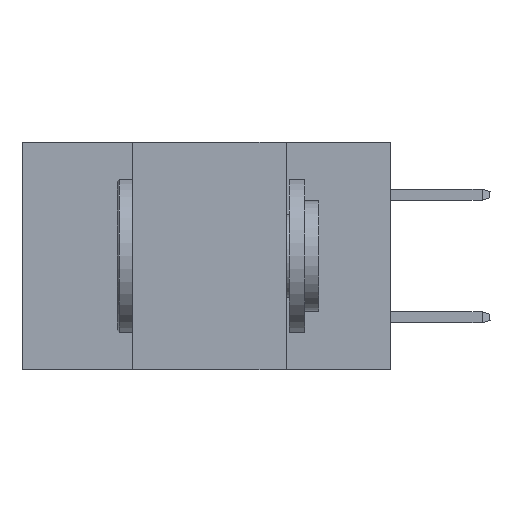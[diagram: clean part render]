
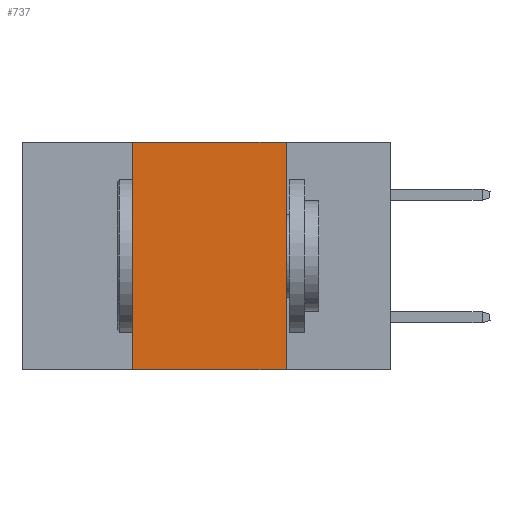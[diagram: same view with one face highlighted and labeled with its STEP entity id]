
A CAD part, left-side view. The second image highlights one B-rep face of the part: STEP entity #737.
In plain terms, the highlighted planar face has unit normal (-1, 0, 0).
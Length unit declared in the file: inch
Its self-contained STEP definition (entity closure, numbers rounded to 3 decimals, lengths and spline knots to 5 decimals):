
#71 = CARTESIAN_POINT ( 'NONE',  ( 0., 0.42, 0. ) ) ;
#445 = LINE ( 'NONE', #9143, #9284 ) ;
#603 = DIRECTION ( 'NONE',  ( 0., -1., 0. ) ) ;
#737 = ADVANCED_FACE ( 'NONE', ( #4196 ), #17541, .F. ) ;
#1154 = VERTEX_POINT ( 'NONE', #7964 ) ;
#1536 = CARTESIAN_POINT ( 'NONE',  ( 0., 0.17, -0.37 ) ) ;
#2512 = DIRECTION ( 'NONE',  ( 0., -1., 0. ) ) ;
#2745 = ORIENTED_EDGE ( 'NONE', *, *, #15387, .T. ) ;
#2766 = LINE ( 'NONE', #19314, #15135 ) ;
#2892 = VECTOR ( 'NONE', #603, 39.37008 ) ;
#3329 = CARTESIAN_POINT ( 'NONE',  ( 0., 0.17, 0. ) ) ;
#3386 = VERTEX_POINT ( 'NONE', #1536 ) ;
#3509 = EDGE_CURVE ( 'NONE', #17306, #3386, #2766, .T. ) ;
#3946 = CARTESIAN_POINT ( 'NONE',  ( 0., 0.6, 0. ) ) ;
#4196 = FACE_OUTER_BOUND ( 'NONE', #8515, .T. ) ;
#4947 = AXIS2_PLACEMENT_3D ( 'NONE', #17445, #17375, #17328 ) ;
#7277 = LINE ( 'NONE', #3946, #2892 ) ;
#7964 = CARTESIAN_POINT ( 'NONE',  ( 0., 0.42, 0. ) ) ;
#8515 = EDGE_LOOP ( 'NONE', ( #11117, #8898, #19767, #2745 ) ) ;
#8898 = ORIENTED_EDGE ( 'NONE', *, *, #15695, .F. ) ;
#9143 = CARTESIAN_POINT ( 'NONE',  ( 0., 0.6, -0.37 ) ) ;
#9284 = VECTOR ( 'NONE', #2512, 39.37008 ) ;
#10081 = VERTEX_POINT ( 'NONE', #18855 ) ;
#11117 = ORIENTED_EDGE ( 'NONE', *, *, #3509, .F. ) ;
#11874 = LINE ( 'NONE', #71, #19754 ) ;
#12178 = EDGE_CURVE ( 'NONE', #10081, #1154, #11874, .T. ) ;
#15135 = VECTOR ( 'NONE', #19343, 39.37008 ) ;
#15387 = EDGE_CURVE ( 'NONE', #10081, #3386, #445, .T. ) ;
#15695 = EDGE_CURVE ( 'NONE', #1154, #17306, #7277, .T. ) ;
#17306 = VERTEX_POINT ( 'NONE', #3329 ) ;
#17328 = DIRECTION ( 'NONE',  ( 0., 0., -1. ) ) ;
#17375 = DIRECTION ( 'NONE',  ( 1., 0., 0. ) ) ;
#17445 = CARTESIAN_POINT ( 'NONE',  ( 0., 0.6, 0. ) ) ;
#17541 = PLANE ( 'NONE',  #4947 ) ;
#18855 = CARTESIAN_POINT ( 'NONE',  ( 0., 0.42, -0.37 ) ) ;
#19314 = CARTESIAN_POINT ( 'NONE',  ( 0., 0.17, 0. ) ) ;
#19343 = DIRECTION ( 'NONE',  ( 0., 0., -1. ) ) ;
#19394 = DIRECTION ( 'NONE',  ( 0., 0., 1. ) ) ;
#19754 = VECTOR ( 'NONE', #19394, 39.37008 ) ;
#19767 = ORIENTED_EDGE ( 'NONE', *, *, #12178, .F. ) ;
